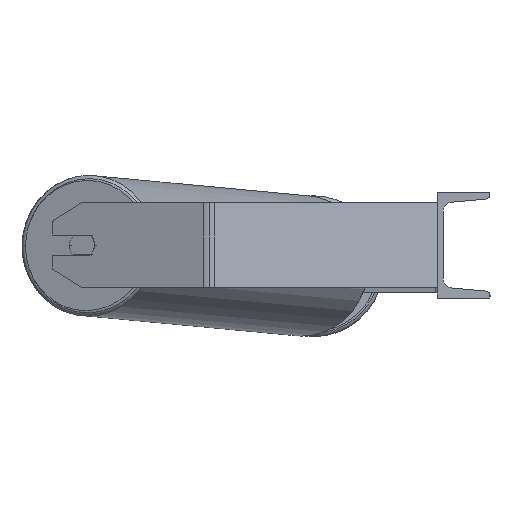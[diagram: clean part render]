
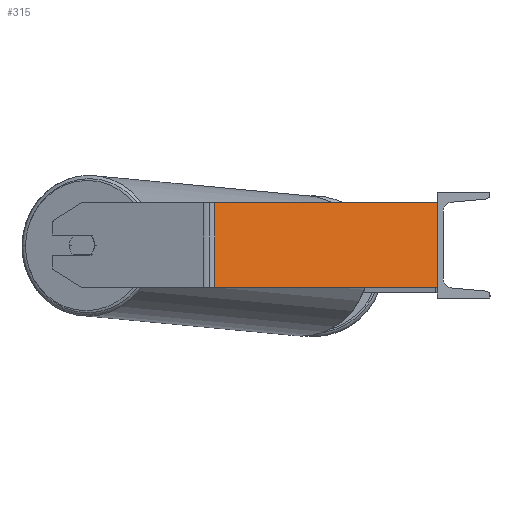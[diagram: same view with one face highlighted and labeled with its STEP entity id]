
A CAD part, left-side view. The second image highlights one B-rep face of the part: STEP entity #315.
In plain terms, the highlighted planar face has unit normal (-0.94, -0.342, 0).
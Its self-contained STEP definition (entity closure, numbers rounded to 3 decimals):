
#272 = LINE ( 'NONE', #6328, #2780 ) ;
#315 = ADVANCED_FACE ( 'NONE', ( #1744 ), #2742, .F. ) ;
#632 = DIRECTION ( 'NONE',  ( 0., 0., -1. ) ) ;
#1075 = CARTESIAN_POINT ( 'NONE',  ( -961.343, 209.749, 40. ) ) ;
#1145 = VECTOR ( 'NONE', #632, 1000. ) ;
#1186 = DIRECTION ( 'NONE',  ( -0.342, 0.94, 0. ) ) ;
#1279 = CARTESIAN_POINT ( 'NONE',  ( -963.334, 215.222, 40. ) ) ;
#1744 = FACE_OUTER_BOUND ( 'NONE', #5935, .T. ) ;
#2513 = ORIENTED_EDGE ( 'NONE', *, *, #8317, .F. ) ;
#2562 = DIRECTION ( 'NONE',  ( 0.94, 0.342, 0. ) ) ;
#2740 = EDGE_CURVE ( 'NONE', #5414, #8438, #6982, .T. ) ;
#2742 = PLANE ( 'NONE',  #4787 ) ;
#2780 = VECTOR ( 'NONE', #2806, 1000. ) ;
#2806 = DIRECTION ( 'NONE',  ( 0., 0., -1. ) ) ;
#2889 = DIRECTION ( 'NONE',  ( 0.342, -0.94, 0. ) ) ;
#3034 = ORIENTED_EDGE ( 'NONE', *, *, #7283, .T. ) ;
#4025 = VERTEX_POINT ( 'NONE', #1075 ) ;
#4084 = DIRECTION ( 'NONE',  ( 0.342, -0.94, 0. ) ) ;
#4140 = LINE ( 'NONE', #1279, #5413 ) ;
#4409 = VECTOR ( 'NONE', #2889, 1000. ) ;
#4461 = CARTESIAN_POINT ( 'NONE',  ( -885., 0., 40. ) ) ;
#4787 = AXIS2_PLACEMENT_3D ( 'NONE', #8367, #2562, #1186 ) ;
#5413 = VECTOR ( 'NONE', #4084, 1000. ) ;
#5414 = VERTEX_POINT ( 'NONE', #8465 ) ;
#5562 = EDGE_CURVE ( 'NONE', #4025, #6334, #4140, .T. ) ;
#5935 = EDGE_LOOP ( 'NONE', ( #8803, #2513, #7905, #3034 ) ) ;
#6328 = CARTESIAN_POINT ( 'NONE',  ( -885., 0., 40. ) ) ;
#6334 = VERTEX_POINT ( 'NONE', #4461 ) ;
#6866 = LINE ( 'NONE', #6966, #1145 ) ;
#6966 = CARTESIAN_POINT ( 'NONE',  ( -961.343, 209.749, 40. ) ) ;
#6982 = LINE ( 'NONE', #7859, #4409 ) ;
#7283 = EDGE_CURVE ( 'NONE', #4025, #5414, #6866, .T. ) ;
#7407 = CARTESIAN_POINT ( 'NONE',  ( -885., 0., -40. ) ) ;
#7859 = CARTESIAN_POINT ( 'NONE',  ( -963.334, 215.222, -40. ) ) ;
#7905 = ORIENTED_EDGE ( 'NONE', *, *, #5562, .F. ) ;
#8317 = EDGE_CURVE ( 'NONE', #6334, #8438, #272, .T. ) ;
#8367 = CARTESIAN_POINT ( 'NONE',  ( -963.334, 215.222, 40. ) ) ;
#8438 = VERTEX_POINT ( 'NONE', #7407 ) ;
#8465 = CARTESIAN_POINT ( 'NONE',  ( -961.343, 209.749, -40. ) ) ;
#8803 = ORIENTED_EDGE ( 'NONE', *, *, #2740, .T. ) ;
